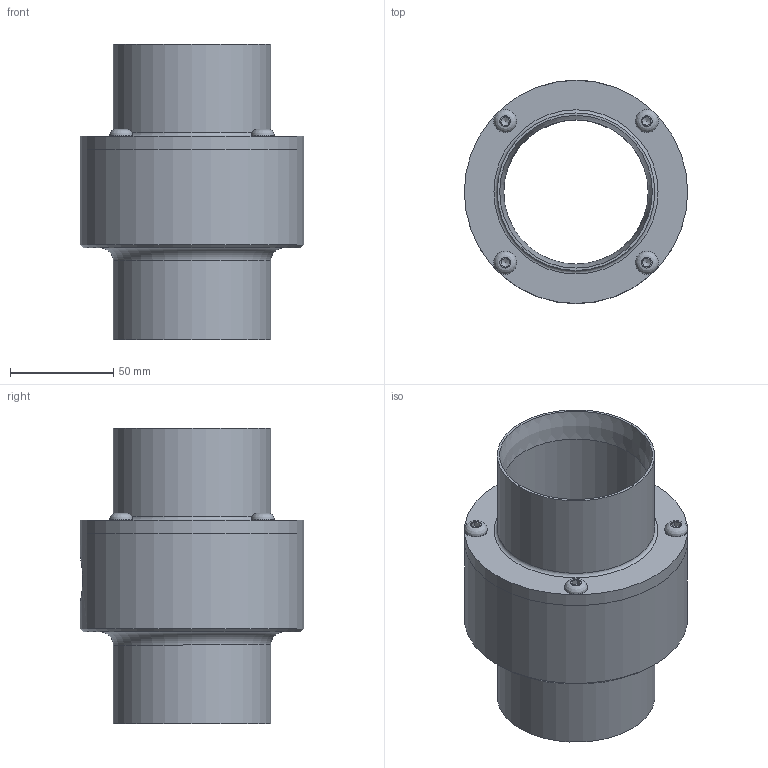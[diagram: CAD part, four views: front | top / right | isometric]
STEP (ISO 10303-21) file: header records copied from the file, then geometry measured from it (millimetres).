
FILE_DESCRIPTION(/* description */ (''),/* implementation_level */ '2;1');
FILE_NAME(/* name */ '150300-3D.stp',/* time_stamp */ '2016-05-10T08:42:05-04:00',/* author */ ('ben knollman'),/* organization */ (''),/* preprocessor_version */ 'ST-DEVELOPER v15.2',/* originating_system */ 'Autodesk Inventor 2014',/* authorisation */ '');
FILE_SCHEMA (('AUTOMOTIVE_DESIGN { 1 0 10303 214 3 1 1 }'));
Length unit declared in the file: inch
Products named in the file (4): 901703-DIM; ANSI B18.3 - 1_4-20 UNC - UNC - 0.75(1); 901704; 150300-3D
Bounding box: 107.95 x 107.95 x 142.93 mm (x, y, z)
Volume: 557075 mm3; surface area: 204923.1 mm2
Topology: 9 solids, 9 shells, 139 faces, 320 edges, 209 vertices
Faces by surface type: plane 54, cylinder 48, cone 22, torus 10, bspline 5
Full cylindrical faces by diameter (mm): 5.159 x4, 6.35 x4, 7.144 x16, 11.1 x4, 18.256 x1, 69.85 x5, 76.2 x5, 86.208 x4, 107.95 x5
Entity records: 1578 total; most frequent: CARTESIAN_POINT 467, DIRECTION 235, ORIENTED_EDGE 142, AXIS2_PLACEMENT_3D 111, EDGE_LOOP 104, EDGE_CURVE 71, VERTEX_POINT 63, FACE_BOUND 58
